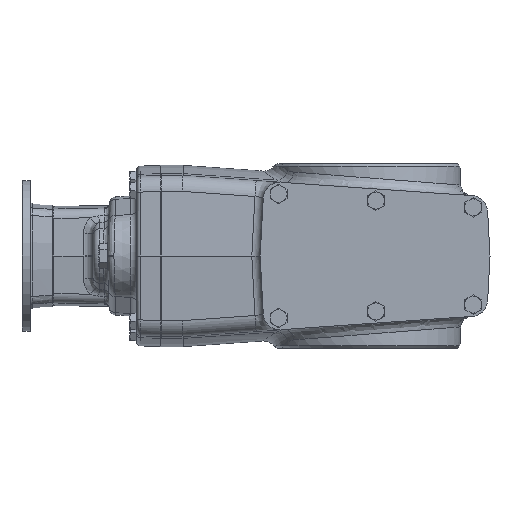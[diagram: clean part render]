
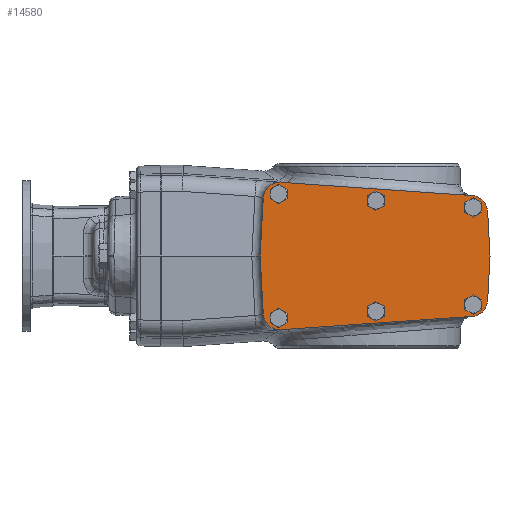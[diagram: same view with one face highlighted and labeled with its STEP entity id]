
A CAD part, front view. The second image highlights one B-rep face of the part: STEP entity #14580.
In plain terms, the highlighted planar face has unit normal (0, -1, 0).
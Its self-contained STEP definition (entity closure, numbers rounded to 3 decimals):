
#742=LINE('',#19949,#1240);
#765=LINE('',#20017,#1263);
#796=LINE('',#21164,#1294);
#800=LINE('',#21172,#1298);
#804=LINE('',#21180,#1302);
#808=LINE('',#21188,#1306);
#1240=VECTOR('',#16822,1000.);
#1263=VECTOR('',#16863,1000.);
#1294=VECTOR('',#17158,1000.);
#1298=VECTOR('',#17164,1000.);
#1302=VECTOR('',#17170,1000.);
#1306=VECTOR('',#17176,1000.);
#1830=PLANE('',#15461);
#2705=ORIENTED_EDGE('',*,*,#5306,.T.);
#2706=ORIENTED_EDGE('',*,*,#5307,.T.);
#2707=ORIENTED_EDGE('',*,*,#5308,.T.);
#2708=ORIENTED_EDGE('',*,*,#5309,.T.);
#2709=ORIENTED_EDGE('',*,*,#5310,.T.);
#2710=ORIENTED_EDGE('',*,*,#5291,.T.);
#2711=ORIENTED_EDGE('',*,*,#5134,.F.);
#2712=ORIENTED_EDGE('',*,*,#5311,.T.);
#2713=ORIENTED_EDGE('',*,*,#5296,.F.);
#2714=ORIENTED_EDGE('',*,*,#5312,.T.);
#2715=ORIENTED_EDGE('',*,*,#5292,.F.);
#2716=ORIENTED_EDGE('',*,*,#5304,.F.);
#2717=ORIENTED_EDGE('',*,*,#5313,.T.);
#2718=ORIENTED_EDGE('',*,*,#5300,.F.);
#2719=ORIENTED_EDGE('',*,*,#5314,.T.);
#2720=ORIENTED_EDGE('',*,*,#5108,.F.);
#5108=EDGE_CURVE('',#6560,#6561,#742,.T.);
#5134=EDGE_CURVE('',#6579,#6560,#765,.T.);
#5291=EDGE_CURVE('',#6666,#6666,#7506,.T.);
#5292=EDGE_CURVE('',#6667,#6668,#796,.T.);
#5296=EDGE_CURVE('',#6670,#6671,#800,.T.);
#5300=EDGE_CURVE('',#6673,#6674,#804,.T.);
#5304=EDGE_CURVE('',#6675,#6667,#808,.T.);
#5306=EDGE_CURVE('',#6676,#6676,#7508,.T.);
#5307=EDGE_CURVE('',#6677,#6677,#7509,.T.);
#5308=EDGE_CURVE('',#6678,#6678,#7510,.T.);
#5309=EDGE_CURVE('',#6679,#6679,#7511,.T.);
#5310=EDGE_CURVE('',#6680,#6680,#7512,.T.);
#5311=EDGE_CURVE('',#6579,#6671,#7513,.T.);
#5312=EDGE_CURVE('',#6670,#6668,#7514,.T.);
#5313=EDGE_CURVE('',#6675,#6674,#7515,.T.);
#5314=EDGE_CURVE('',#6673,#6561,#7516,.T.);
#6560=VERTEX_POINT('',#19948);
#6561=VERTEX_POINT('',#19950);
#6579=VERTEX_POINT('',#20016);
#6666=VERTEX_POINT('',#21161);
#6667=VERTEX_POINT('',#21165);
#6668=VERTEX_POINT('',#21166);
#6670=VERTEX_POINT('',#21173);
#6671=VERTEX_POINT('',#21174);
#6673=VERTEX_POINT('',#21181);
#6674=VERTEX_POINT('',#21182);
#6675=VERTEX_POINT('',#21187);
#6676=VERTEX_POINT('',#21193);
#6677=VERTEX_POINT('',#21195);
#6678=VERTEX_POINT('',#21197);
#6679=VERTEX_POINT('',#21199);
#6680=VERTEX_POINT('',#21201);
#7506=CIRCLE('',#15453,4.35);
#7508=CIRCLE('',#15462,4.35);
#7509=CIRCLE('',#15463,4.35);
#7510=CIRCLE('',#15464,4.35);
#7511=CIRCLE('',#15465,4.35);
#7512=CIRCLE('',#15466,4.35);
#7513=CIRCLE('',#15467,10.);
#7514=CIRCLE('',#15468,10.);
#7515=CIRCLE('',#15469,10.);
#7516=CIRCLE('',#15470,10.);
#8155=EDGE_LOOP('',(#2705));
#8156=EDGE_LOOP('',(#2706));
#8157=EDGE_LOOP('',(#2707));
#8158=EDGE_LOOP('',(#2708));
#8159=EDGE_LOOP('',(#2709));
#8160=EDGE_LOOP('',(#2710));
#8161=EDGE_LOOP('',(#2711,#2712,#2713,#2714,#2715,#2716,#2717,#2718,#2719,
#2720));
#9115=FACE_BOUND('',#8155,.T.);
#9116=FACE_BOUND('',#8156,.T.);
#9117=FACE_BOUND('',#8157,.T.);
#9118=FACE_BOUND('',#8158,.T.);
#9119=FACE_BOUND('',#8159,.T.);
#9120=FACE_BOUND('',#8160,.T.);
#9121=FACE_BOUND('',#8161,.T.);
#14580=ADVANCED_FACE('',(#9115,#9116,#9117,#9118,#9119,#9120,#9121),#1830,
 .T.);
#15453=AXIS2_PLACEMENT_3D('',#21160,#17152,#17153);
#15461=AXIS2_PLACEMENT_3D('',#21191,#17181,#17182);
#15462=AXIS2_PLACEMENT_3D('',#21192,#17183,#17184);
#15463=AXIS2_PLACEMENT_3D('',#21194,#17185,#17186);
#15464=AXIS2_PLACEMENT_3D('',#21196,#17187,#17188);
#15465=AXIS2_PLACEMENT_3D('',#21198,#17189,#17190);
#15466=AXIS2_PLACEMENT_3D('',#21200,#17191,#17192);
#15467=AXIS2_PLACEMENT_3D('',#21202,#17193,#17194);
#15468=AXIS2_PLACEMENT_3D('',#21203,#17195,#17196);
#15469=AXIS2_PLACEMENT_3D('',#21204,#17197,#17198);
#15470=AXIS2_PLACEMENT_3D('',#21205,#17199,#17200);
#16822=DIRECTION('',(0.052,0.,0.999));
#16863=DIRECTION('',(-0.052,0.,0.999));
#17152=DIRECTION('',(0.,1.,0.));
#17153=DIRECTION('',(1.,0.,0.));
#17158=DIRECTION('',(-0.052,0.,-0.999));
#17164=DIRECTION('',(-0.998,0.,-0.069));
#17170=DIRECTION('',(0.998,0.,-0.069));
#17176=DIRECTION('',(0.052,0.,-0.999));
#17181=DIRECTION('',(0.,-1.,0.));
#17182=DIRECTION('',(-1.,0.,0.));
#17183=DIRECTION('',(0.,1.,0.));
#17184=DIRECTION('',(1.,0.,0.));
#17185=DIRECTION('',(0.,1.,0.));
#17186=DIRECTION('',(1.,0.,0.));
#17187=DIRECTION('',(0.,1.,0.));
#17188=DIRECTION('',(1.,0.,0.));
#17189=DIRECTION('',(0.,1.,0.));
#17190=DIRECTION('',(1.,0.,0.));
#17191=DIRECTION('',(0.,1.,0.));
#17192=DIRECTION('',(1.,0.,0.));
#17193=DIRECTION('',(0.,-1.,0.));
#17194=DIRECTION('',(-1.,0.,0.));
#17195=DIRECTION('',(0.,-1.,0.));
#17196=DIRECTION('',(-1.,0.,0.));
#17197=DIRECTION('',(0.,-1.,0.));
#17198=DIRECTION('',(-1.,0.,0.));
#17199=DIRECTION('',(0.,-1.,0.));
#17200=DIRECTION('',(-1.,0.,0.));
#19948=CARTESIAN_POINT('',(-64.,-72.,0.));
#19949=CARTESIAN_POINT('',(-64.,-72.,0.));
#19950=CARTESIAN_POINT('',(-62.195,-72.,34.444));
#20016=CARTESIAN_POINT('',(-62.195,-72.,-34.444));
#20017=CARTESIAN_POINT('',(-61.663,-72.,-44.6));
#21160=CARTESIAN_POINT('',(-53.,-72.,37.));
#21161=CARTESIAN_POINT('',(-48.65,-72.,37.));
#21164=CARTESIAN_POINT('',(73.,-72.,0.));
#21165=CARTESIAN_POINT('',(73.,-72.,0.));
#21166=CARTESIAN_POINT('',(71.608,-72.,-26.559));
#21172=CARTESIAN_POINT('',(71.145,-72.,-35.4));
#21173=CARTESIAN_POINT('',(62.313,-72.,-36.012));
#21174=CARTESIAN_POINT('',(-51.517,-72.,-43.897));
#21180=CARTESIAN_POINT('',(-61.663,-72.,44.6));
#21181=CARTESIAN_POINT('',(-51.517,-72.,43.897));
#21182=CARTESIAN_POINT('',(62.313,-72.,36.012));
#21187=CARTESIAN_POINT('',(71.608,-72.,26.559));
#21188=CARTESIAN_POINT('',(71.145,-72.,35.4));
#21191=CARTESIAN_POINT('',(0.,-72.,0.));
#21192=CARTESIAN_POINT('',(63.,-72.,29.));
#21193=CARTESIAN_POINT('',(67.35,-72.,29.));
#21194=CARTESIAN_POINT('',(5.,-72.,33.));
#21195=CARTESIAN_POINT('',(9.35,-72.,33.));
#21196=CARTESIAN_POINT('',(-53.,-72.,-37.));
#21197=CARTESIAN_POINT('',(-48.65,-72.,-37.));
#21198=CARTESIAN_POINT('',(5.,-72.,-33.));
#21199=CARTESIAN_POINT('',(9.35,-72.,-33.));
#21200=CARTESIAN_POINT('',(63.,-72.,-29.));
#21201=CARTESIAN_POINT('',(67.35,-72.,-29.));
#21202=CARTESIAN_POINT('',(-52.209,-72.,-33.921));
#21203=CARTESIAN_POINT('',(61.622,-72.,-26.036));
#21204=CARTESIAN_POINT('',(61.622,-72.,26.036));
#21205=CARTESIAN_POINT('',(-52.209,-72.,33.921));
